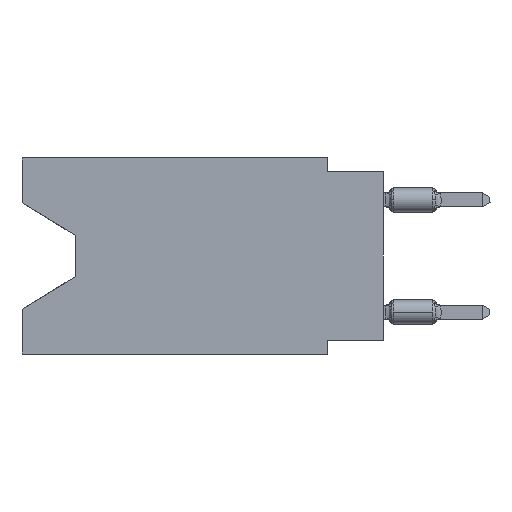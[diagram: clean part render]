
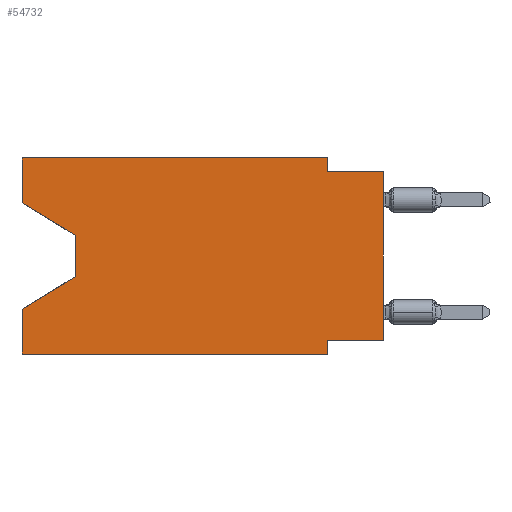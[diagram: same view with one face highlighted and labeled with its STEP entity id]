
A CAD part, left-side view. The second image highlights one B-rep face of the part: STEP entity #54732.
In plain terms, the highlighted planar face has unit normal (-1, 0, 0).
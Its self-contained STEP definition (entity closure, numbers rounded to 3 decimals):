
#971 = CARTESIAN_POINT ( 'NONE',  ( 0., 0., -8.255 ) ) ;
#1475 = LINE ( 'NONE', #30530, #9208 ) ;
#2732 = CARTESIAN_POINT ( 'NONE',  ( 0., 16.383, -2.038 ) ) ;
#3132 = LINE ( 'NONE', #40120, #6181 ) ;
#4105 = ORIENTED_EDGE ( 'NONE', *, *, #34673, .F. ) ;
#6036 = VECTOR ( 'NONE', #44140, 1000. ) ;
#6121 = VERTEX_POINT ( 'NONE', #971 ) ;
#6123 = LINE ( 'NONE', #56676, #53818 ) ;
#6181 = VECTOR ( 'NONE', #43473, 1000. ) ;
#6872 = EDGE_CURVE ( 'NONE', #6121, #14158, #45019, .T. ) ;
#7052 = EDGE_CURVE ( 'NONE', #28313, #28969, #18244, .T. ) ;
#7082 = ORIENTED_EDGE ( 'NONE', *, *, #44434, .F. ) ;
#7779 = LINE ( 'NONE', #15112, #24382 ) ;
#7837 = DIRECTION ( 'NONE',  ( 0., 0., 1. ) ) ;
#8343 = CARTESIAN_POINT ( 'NONE',  ( 0., 16.383, 0. ) ) ;
#9071 = VERTEX_POINT ( 'NONE', #15954 ) ;
#9208 = VECTOR ( 'NONE', #38760, 1000. ) ;
#10509 = VECTOR ( 'NONE', #45071, 1000. ) ;
#11094 = DIRECTION ( 'NONE',  ( 0., 0., -1. ) ) ;
#12188 = LINE ( 'NONE', #49498, #35548 ) ;
#13882 = FACE_OUTER_BOUND ( 'NONE', #34257, .T. ) ;
#14158 = VERTEX_POINT ( 'NONE', #55793 ) ;
#14775 = CARTESIAN_POINT ( 'NONE',  ( 0., 16.383, 0. ) ) ;
#15080 = CARTESIAN_POINT ( 'NONE',  ( 0., 16.383, 0. ) ) ;
#15112 = CARTESIAN_POINT ( 'NONE',  ( 0., 13.97, -5.385 ) ) ;
#15339 = VERTEX_POINT ( 'NONE', #2732 ) ;
#15801 = CARTESIAN_POINT ( 'NONE',  ( 0., 16.383, -8.89 ) ) ;
#15954 = CARTESIAN_POINT ( 'NONE',  ( 0., 16.383, -6.852 ) ) ;
#17917 = ORIENTED_EDGE ( 'NONE', *, *, #52652, .T. ) ;
#18244 = LINE ( 'NONE', #15801, #23513 ) ;
#18492 = LINE ( 'NONE', #36846, #51911 ) ;
#18495 = EDGE_CURVE ( 'NONE', #41990, #28969, #1475, .T. ) ;
#20997 = ORIENTED_EDGE ( 'NONE', *, *, #52491, .F. ) ;
#23212 = DIRECTION ( 'NONE',  ( 0., 0., 1. ) ) ;
#23513 = VECTOR ( 'NONE', #28760, 1000. ) ;
#24382 = VECTOR ( 'NONE', #24449, 1000. ) ;
#24422 = VECTOR ( 'NONE', #23212, 1000. ) ;
#24449 = DIRECTION ( 'NONE',  ( 0., 0.855, -0.519 ) ) ;
#25050 = CARTESIAN_POINT ( 'NONE',  ( 0., 16.383, 0. ) ) ;
#26083 = ORIENTED_EDGE ( 'NONE', *, *, #7052, .T. ) ;
#27537 = ORIENTED_EDGE ( 'NONE', *, *, #51988, .F. ) ;
#27690 = CARTESIAN_POINT ( 'NONE',  ( 0., 13.97, -5.385 ) ) ;
#28313 = VERTEX_POINT ( 'NONE', #49595 ) ;
#28760 = DIRECTION ( 'NONE',  ( 0., -1., 0. ) ) ;
#28969 = VERTEX_POINT ( 'NONE', #44334 ) ;
#30530 = CARTESIAN_POINT ( 'NONE',  ( 0., 2.54, -8.89 ) ) ;
#31173 = CARTESIAN_POINT ( 'NONE',  ( 0., 0., 0. ) ) ;
#34257 = EDGE_LOOP ( 'NONE', ( #17917, #39050, #36054, #52002, #26083, #48374, #7082, #53160, #20997, #36915, #27537, #4105 ) ) ;
#34451 = VERTEX_POINT ( 'NONE', #38507 ) ;
#34673 = EDGE_CURVE ( 'NONE', #15339, #51070, #52992, .T. ) ;
#35548 = VECTOR ( 'NONE', #58790, 1000. ) ;
#36054 = ORIENTED_EDGE ( 'NONE', *, *, #36361, .T. ) ;
#36361 = EDGE_CURVE ( 'NONE', #47817, #9071, #7779, .T. ) ;
#36756 = PLANE ( 'NONE',  #49538 ) ;
#36846 = CARTESIAN_POINT ( 'NONE',  ( 0., 16.383, -2.038 ) ) ;
#36915 = ORIENTED_EDGE ( 'NONE', *, *, #52693, .F. ) ;
#37093 = VERTEX_POINT ( 'NONE', #41968 ) ;
#37950 = DIRECTION ( 'NONE',  ( 1., 0., 0. ) ) ;
#38188 = LINE ( 'NONE', #42705, #41695 ) ;
#38387 = CARTESIAN_POINT ( 'NONE',  ( 0., 2.54, -8.255 ) ) ;
#38405 = CARTESIAN_POINT ( 'NONE',  ( 0., 16.383, 0. ) ) ;
#38507 = CARTESIAN_POINT ( 'NONE',  ( 0., 2.54, -0.635 ) ) ;
#38760 = DIRECTION ( 'NONE',  ( 0., 0., -1. ) ) ;
#39050 = ORIENTED_EDGE ( 'NONE', *, *, #47968, .T. ) ;
#39951 = LINE ( 'NONE', #8343, #10509 ) ;
#40120 = CARTESIAN_POINT ( 'NONE',  ( 0., 0., -8.255 ) ) ;
#41695 = VECTOR ( 'NONE', #11094, 1000. ) ;
#41968 = CARTESIAN_POINT ( 'NONE',  ( 0., 13.97, -3.505 ) ) ;
#41990 = VERTEX_POINT ( 'NONE', #38387 ) ;
#42705 = CARTESIAN_POINT ( 'NONE',  ( 0., 13.97, -3.505 ) ) ;
#43473 = DIRECTION ( 'NONE',  ( 0., 1., 0. ) ) ;
#44140 = DIRECTION ( 'NONE',  ( 0., 0., 1. ) ) ;
#44334 = CARTESIAN_POINT ( 'NONE',  ( 0., 2.54, -8.89 ) ) ;
#44434 = EDGE_CURVE ( 'NONE', #6121, #41990, #3132, .T. ) ;
#45019 = LINE ( 'NONE', #31173, #6036 ) ;
#45071 = DIRECTION ( 'NONE',  ( 0., -1., 0. ) ) ;
#47683 = VECTOR ( 'NONE', #7837, 1000. ) ;
#47817 = VERTEX_POINT ( 'NONE', #27690 ) ;
#47968 = EDGE_CURVE ( 'NONE', #37093, #47817, #38188, .T. ) ;
#48374 = ORIENTED_EDGE ( 'NONE', *, *, #18495, .F. ) ;
#48422 = CARTESIAN_POINT ( 'NONE',  ( 0., 2.54, 0. ) ) ;
#49498 = CARTESIAN_POINT ( 'NONE',  ( 0., 0., -0.635 ) ) ;
#49538 = AXIS2_PLACEMENT_3D ( 'NONE', #15080, #37950, #55681 ) ;
#49595 = CARTESIAN_POINT ( 'NONE',  ( 0., 16.383, -8.89 ) ) ;
#51070 = VERTEX_POINT ( 'NONE', #38405 ) ;
#51911 = VECTOR ( 'NONE', #55168, 1000. ) ;
#51988 = EDGE_CURVE ( 'NONE', #51070, #53075, #39951, .T. ) ;
#52002 = ORIENTED_EDGE ( 'NONE', *, *, #58492, .F. ) ;
#52172 = DIRECTION ( 'NONE',  ( 0., 0., -1. ) ) ;
#52491 = EDGE_CURVE ( 'NONE', #34451, #14158, #12188, .T. ) ;
#52652 = EDGE_CURVE ( 'NONE', #15339, #37093, #18492, .T. ) ;
#52693 = EDGE_CURVE ( 'NONE', #53075, #34451, #6123, .T. ) ;
#52992 = LINE ( 'NONE', #25050, #47683 ) ;
#53075 = VERTEX_POINT ( 'NONE', #48422 ) ;
#53160 = ORIENTED_EDGE ( 'NONE', *, *, #6872, .T. ) ;
#53818 = VECTOR ( 'NONE', #52172, 1000. ) ;
#54732 = ADVANCED_FACE ( 'NONE', ( #13882 ), #36756, .F. ) ;
#55168 = DIRECTION ( 'NONE',  ( 0., -0.855, -0.519 ) ) ;
#55681 = DIRECTION ( 'NONE',  ( 0., 0., -1. ) ) ;
#55793 = CARTESIAN_POINT ( 'NONE',  ( 0., 0., -0.635 ) ) ;
#55965 = LINE ( 'NONE', #14775, #24422 ) ;
#56676 = CARTESIAN_POINT ( 'NONE',  ( 0., 2.54, 0. ) ) ;
#58492 = EDGE_CURVE ( 'NONE', #28313, #9071, #55965, .T. ) ;
#58790 = DIRECTION ( 'NONE',  ( 0., -1., 0. ) ) ;
